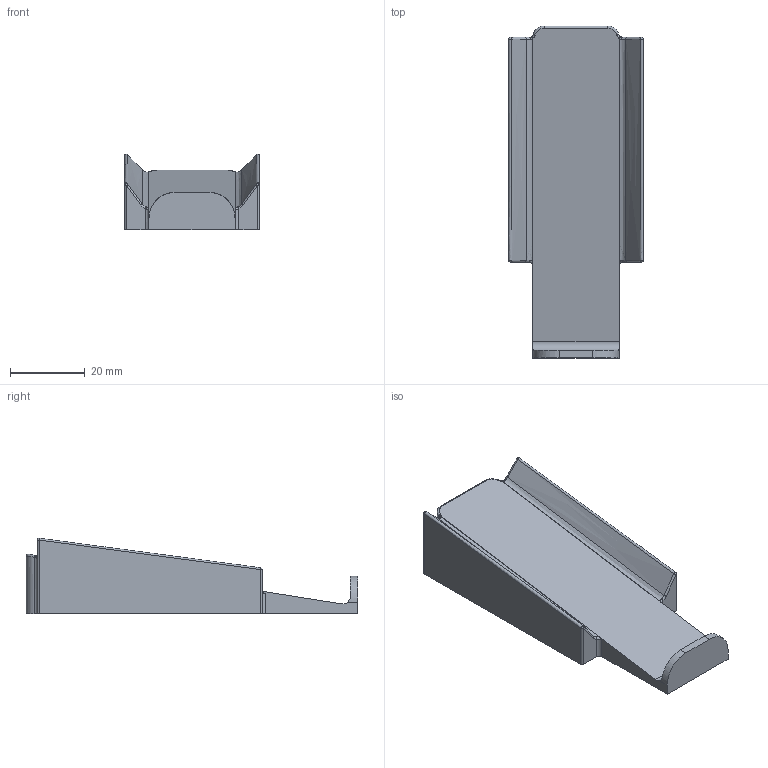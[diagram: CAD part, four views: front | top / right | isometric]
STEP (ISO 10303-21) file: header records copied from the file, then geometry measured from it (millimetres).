
FILE_DESCRIPTION(/* description */ (''),/* implementation_level */ '2;1');
FILE_NAME(/* name */ 'DJ-10 Single Cradle.step',/* time_stamp */ '2024-07-02T16:29:18-07:00',/* author */ (''),/* organization */ (''),/* preprocessor_version */ 'ST-DEVELOPER v20',/* originating_system */ 'Autodesk Translation Framework v13.14.0.145',/* authorisation */ '');
FILE_SCHEMA (('AUTOMOTIVE_DESIGN { 1 0 10303 214 3 1 1 }'));
Length unit declared in the file: millimetre
Products named in the file (1): Single Cradle
Bounding box: 36 x 88.6 x 20.18 mm (x, y, z)
Volume: 28969.2 mm3; surface area: 9178.9 mm2
Topology: 1 solids, 1 shells, 58 faces, 151 edges, 93 vertices
Faces by surface type: bspline 24, plane 16, cylinder 14, sphere 4
Entity records: 2477 total; most frequent: CARTESIAN_POINT 1151, ORIENTED_EDGE 298, DIRECTION 230, EDGE_CURVE 149, VERTEX_POINT 93, AXIS2_PLACEMENT_3D 92, FACE_OUTER_BOUND 58, EDGE_LOOP 58
